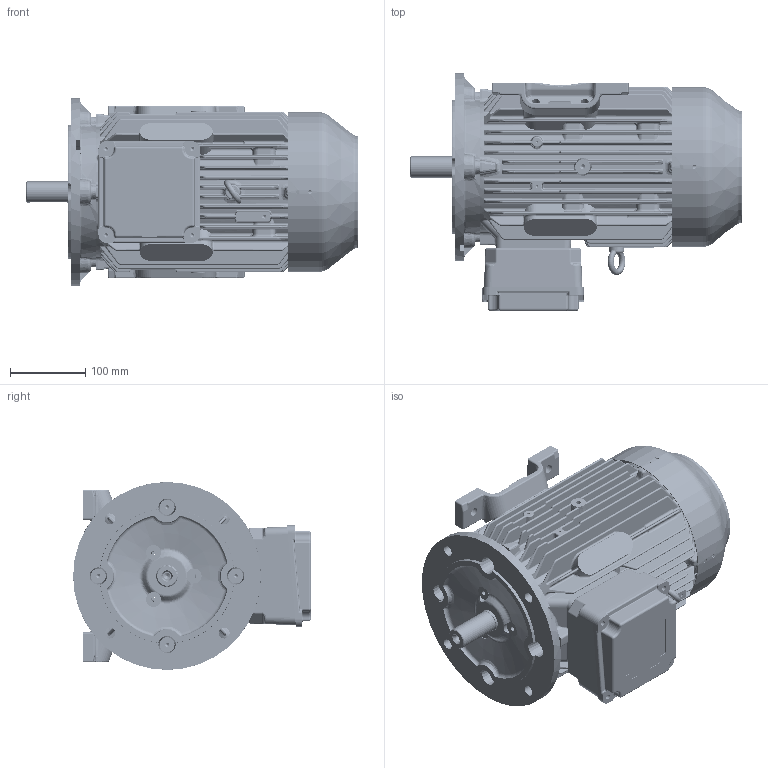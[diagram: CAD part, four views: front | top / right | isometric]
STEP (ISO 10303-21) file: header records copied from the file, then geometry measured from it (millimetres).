
FILE_DESCRIPTION( ( 'Unknown' ), '1' );
FILE_NAME( 'WP-DF112MX B35.stp', 'Unknown', ( 'Unknown' ), ( 'Unknown' ), 'PSStep 17.0.49', 'Unknown', ' ' );
FILE_SCHEMA( ( 'AUTOMOTIVE_DESIGN { 1 0 10303 214 1 1 1 1 }' ) );
Length unit declared in the file: millimetre
Products named in the file (2): 1; 2K26T0050 Kadłub 112 wpdf
Bounding box: 442 x 316.48 x 250 mm (x, y, z)
Volume: 3905178 mm3; surface area: 1332451.2 mm2
Topology: 2 solids, 10 shells, 5894 faces, 14868 edges, 8866 vertices
Faces by surface type: cylinder 2001, bspline 1817, plane 1308, torus 326, cone 227, sphere 215
Full cylindrical faces by diameter (mm): 0.1 x1, 2.459 x2, 3.2 x4, 4.5 x4, 5 x4, 5.188 x21, 6 x12, 6.4 x1, 6.5 x4, 6.8 x3, 6.985 x3, 7 x16, 7.794 x1, 8 x1, 8.376 x4, 8.5 x2, 10 x2, 10.5 x1, 11 x4, 12 x4, 14.5 x4, 20 x1, 24.5 x1, 25 x1, 25.2 x1, 28 x1, 29.5 x1, 29.9 x1, 30 x3, 33.02 x5
Entity records: 452341 total; most frequent: CARTESIAN_POINT 276460, ORIENTED_EDGE 28468, DIRECTION 25012, EDGE_CURVE 14234, AXIS2_PLACEMENT_3D 10129, VERTEX_POINT 8728, EDGE_LOOP 6514, FACE_OUTER_BOUND 6054
